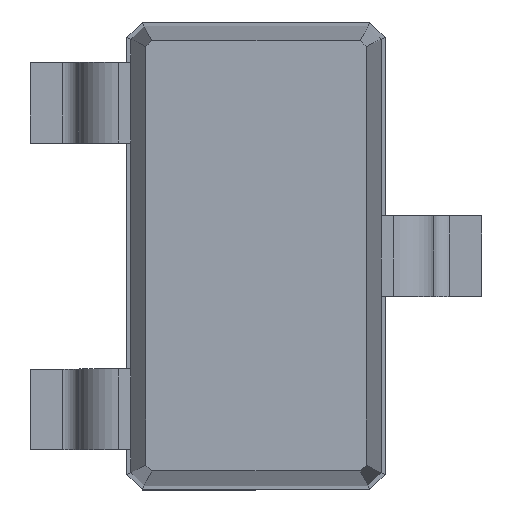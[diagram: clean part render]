
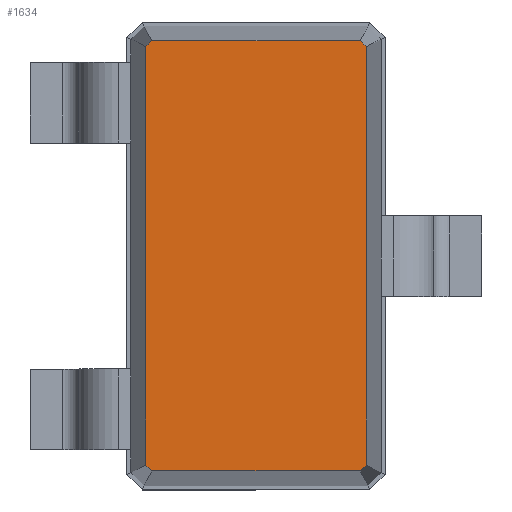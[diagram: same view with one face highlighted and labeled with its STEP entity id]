
A CAD part, top view. The second image highlights one B-rep face of the part: STEP entity #1634.
In plain terms, the highlighted planar face has unit normal (0, 0, 1).
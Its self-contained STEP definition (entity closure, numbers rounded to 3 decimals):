
#760 = VERTEX_POINT('',#761);
#761 = CARTESIAN_POINT('',(-1.334,0.647,1.55));
#766 = EDGE_CURVE('',#767,#760,#769,.T.);
#767 = VERTEX_POINT('',#768);
#768 = CARTESIAN_POINT('',(-1.334,-0.647,1.55));
#769 = LINE('',#770,#771);
#770 = CARTESIAN_POINT('',(-1.334,-0.647,1.55));
#771 = VECTOR('',#772,1.);
#772 = DIRECTION('',(0.,1.,0.));
#1617 = VERTEX_POINT('',#1618);
#1618 = CARTESIAN_POINT('',(-1.297,0.684,1.55));
#1623 = EDGE_CURVE('',#760,#1617,#1624,.T.);
#1624 = LINE('',#1625,#1626);
#1625 = CARTESIAN_POINT('',(-1.334,0.647,1.55));
#1626 = VECTOR('',#1627,1.);
#1627 = DIRECTION('',(0.707,0.707,0.));
#1634 = ADVANCED_FACE('',(#1635),#1685,.T.);
#1635 = FACE_BOUND('',#1636,.F.);
#1636 = EDGE_LOOP('',(#1637,#1638,#1639,#1647,#1655,#1663,#1671,#1679));
#1637 = ORIENTED_EDGE('',*,*,#766,.T.);
#1638 = ORIENTED_EDGE('',*,*,#1623,.T.);
#1639 = ORIENTED_EDGE('',*,*,#1640,.T.);
#1640 = EDGE_CURVE('',#1617,#1641,#1643,.T.);
#1641 = VERTEX_POINT('',#1642);
#1642 = CARTESIAN_POINT('',(1.297,0.684,1.55));
#1643 = LINE('',#1644,#1645);
#1644 = CARTESIAN_POINT('',(-1.297,0.684,1.55));
#1645 = VECTOR('',#1646,1.);
#1646 = DIRECTION('',(1.,0.,0.));
#1647 = ORIENTED_EDGE('',*,*,#1648,.T.);
#1648 = EDGE_CURVE('',#1641,#1649,#1651,.T.);
#1649 = VERTEX_POINT('',#1650);
#1650 = CARTESIAN_POINT('',(1.334,0.647,1.55));
#1651 = LINE('',#1652,#1653);
#1652 = CARTESIAN_POINT('',(1.297,0.684,1.55));
#1653 = VECTOR('',#1654,1.);
#1654 = DIRECTION('',(0.707,-0.707,0.));
#1655 = ORIENTED_EDGE('',*,*,#1656,.T.);
#1656 = EDGE_CURVE('',#1649,#1657,#1659,.T.);
#1657 = VERTEX_POINT('',#1658);
#1658 = CARTESIAN_POINT('',(1.334,-0.647,1.55));
#1659 = LINE('',#1660,#1661);
#1660 = CARTESIAN_POINT('',(1.334,0.647,1.55));
#1661 = VECTOR('',#1662,1.);
#1662 = DIRECTION('',(0.,-1.,0.));
#1663 = ORIENTED_EDGE('',*,*,#1664,.T.);
#1664 = EDGE_CURVE('',#1657,#1665,#1667,.T.);
#1665 = VERTEX_POINT('',#1666);
#1666 = CARTESIAN_POINT('',(1.297,-0.684,1.55));
#1667 = LINE('',#1668,#1669);
#1668 = CARTESIAN_POINT('',(1.334,-0.647,1.55));
#1669 = VECTOR('',#1670,1.);
#1670 = DIRECTION('',(-0.707,-0.707,0.));
#1671 = ORIENTED_EDGE('',*,*,#1672,.T.);
#1672 = EDGE_CURVE('',#1665,#1673,#1675,.T.);
#1673 = VERTEX_POINT('',#1674);
#1674 = CARTESIAN_POINT('',(-1.297,-0.684,1.55));
#1675 = LINE('',#1676,#1677);
#1676 = CARTESIAN_POINT('',(1.297,-0.684,1.55));
#1677 = VECTOR('',#1678,1.);
#1678 = DIRECTION('',(-1.,0.,0.));
#1679 = ORIENTED_EDGE('',*,*,#1680,.T.);
#1680 = EDGE_CURVE('',#1673,#767,#1681,.T.);
#1681 = LINE('',#1682,#1683);
#1682 = CARTESIAN_POINT('',(-1.297,-0.684,1.55));
#1683 = VECTOR('',#1684,1.);
#1684 = DIRECTION('',(-0.707,0.707,0.));
#1685 = PLANE('',#1686);
#1686 = AXIS2_PLACEMENT_3D('',#1687,#1688,#1689);
#1687 = CARTESIAN_POINT('',(-1.334,-0.647,1.55));
#1688 = DIRECTION('',(0.,0.,1.));
#1689 = DIRECTION('',(0.9,0.436,0.));
